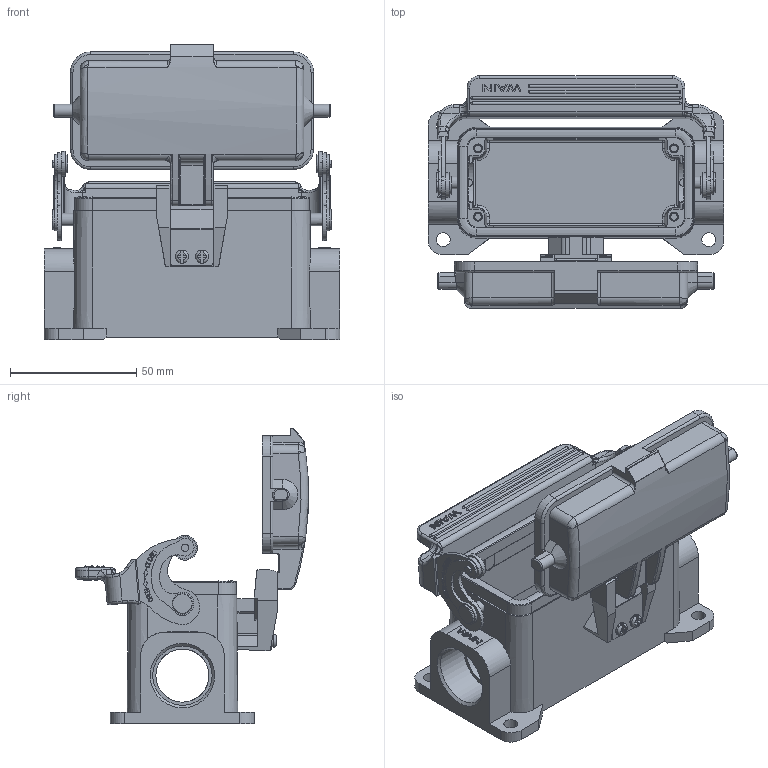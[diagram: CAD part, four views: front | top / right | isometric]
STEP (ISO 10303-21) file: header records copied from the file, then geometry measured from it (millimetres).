
FILE_DESCRIPTION(/* description */ (''),/* implementation_level */ '2;1');
FILE_NAME(/* name */ '3D_1240162611023_HV16B-SF-1L_SC-CV-2M25_V1.1.stp',/* time_stamp */ '2024-01-03T10:54:37+08:00',/* author */ (''),/* organization */ (''),/* preprocessor_version */ 'ST-DEVELOPER v18.1',/* originating_system */ 'SIEMENS PLM Software NX 1980',/* authorisation */ '');
FILE_SCHEMA (('AUTOMOTIVE_DESIGN { 1 0 10303 214 3 1 1 1 }'));
Products named in the file (1): 145913980AD9nyod
Bounding box: 117 x 92.19 x 116.82 mm (x, y, z)
Volume: 135245.3 mm3; surface area: 95707.4 mm2
Topology: 21 solids, 22 shells, 1920 faces, 5105 edges, 3306 vertices
Faces by surface type: cylinder 837, plane 794, torus 105, cone 59, bspline 50, sphere 40, extrusion 35
Full cylindrical faces by diameter (mm): 1.9 x3, 3 x5, 4 x2, 4.9 x3, 8 x3, 21 x2, 23.5 x2
Entity records: 78687 total; most frequent: CARTESIAN_POINT 33083, ORIENTED_EDGE 10070, DIRECTION 8149, EDGE_CURVE 5035, VERTEX_POINT 3291, AXIS2_PLACEMENT_3D 2893, VECTOR 2363, LINE 2328
